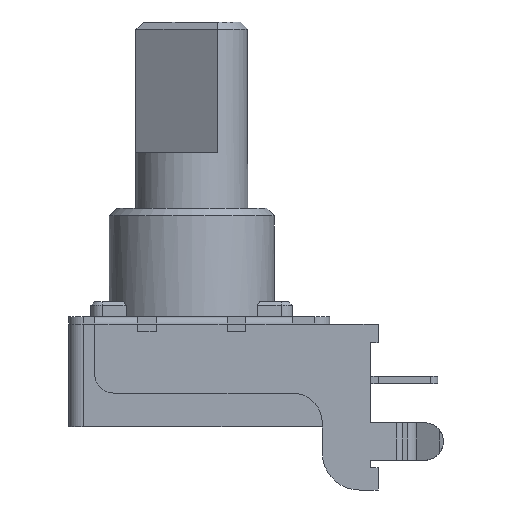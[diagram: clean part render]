
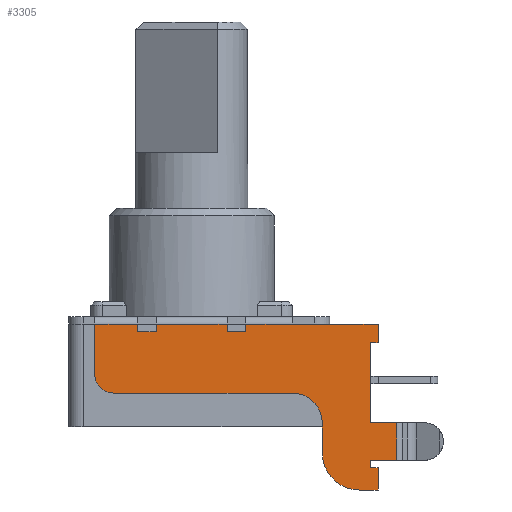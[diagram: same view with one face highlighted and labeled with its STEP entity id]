
A CAD part, left-side view. The second image highlights one B-rep face of the part: STEP entity #3305.
In plain terms, the highlighted planar face has unit normal (-1, 0, 0).
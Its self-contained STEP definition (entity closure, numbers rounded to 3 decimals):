
#93=PLANE('',#3528);
#231=FACE_OUTER_BOUND('',#414,.T.);
#414=EDGE_LOOP('',(#2353,#2354,#2355,#2356,#2357,#2358,#2359,#2360,#2361,
#2362,#2363,#2364,#2365,#2366,#2367,#2368,#2369,#2370,#2371,#2372,#2373,
#2374,#2375,#2376,#2377,#2378));
#624=LINE('',#4883,#1013);
#626=LINE('',#4889,#1015);
#627=LINE('',#4891,#1016);
#628=LINE('',#4893,#1017);
#629=LINE('',#4895,#1018);
#630=LINE('',#4897,#1019);
#631=LINE('',#4899,#1020);
#632=LINE('',#4901,#1021);
#633=LINE('',#4903,#1022);
#634=LINE('',#4905,#1023);
#635=LINE('',#4907,#1024);
#636=LINE('',#4909,#1025);
#637=LINE('',#4911,#1026);
#638=LINE('',#4913,#1027);
#639=LINE('',#4915,#1028);
#640=LINE('',#4917,#1029);
#641=LINE('',#4921,#1030);
#642=LINE('',#4925,#1031);
#643=LINE('',#4929,#1032);
#644=LINE('',#4931,#1033);
#645=LINE('',#4933,#1034);
#646=LINE('',#4935,#1035);
#647=LINE('',#4936,#1036);
#1013=VECTOR('',#3884,10.);
#1015=VECTOR('',#3890,10.);
#1016=VECTOR('',#3891,10.);
#1017=VECTOR('',#3892,10.);
#1018=VECTOR('',#3893,10.);
#1019=VECTOR('',#3894,10.);
#1020=VECTOR('',#3895,10.);
#1021=VECTOR('',#3896,10.);
#1022=VECTOR('',#3897,10.);
#1023=VECTOR('',#3898,10.);
#1024=VECTOR('',#3899,10.);
#1025=VECTOR('',#3900,10.);
#1026=VECTOR('',#3901,10.);
#1027=VECTOR('',#3902,10.);
#1028=VECTOR('',#3903,10.);
#1029=VECTOR('',#3904,10.);
#1030=VECTOR('',#3907,10.);
#1031=VECTOR('',#3910,10.);
#1032=VECTOR('',#3913,10.);
#1033=VECTOR('',#3914,10.);
#1034=VECTOR('',#3915,10.);
#1035=VECTOR('',#3916,10.);
#1036=VECTOR('',#3917,10.);
#1384=CIRCLE('',#3529,1.);
#1385=CIRCLE('',#3530,1.6);
#1386=CIRCLE('',#3531,2.);
#1512=VERTEX_POINT('',#4880);
#1513=VERTEX_POINT('',#4882);
#1515=VERTEX_POINT('',#4888);
#1516=VERTEX_POINT('',#4890);
#1517=VERTEX_POINT('',#4892);
#1518=VERTEX_POINT('',#4894);
#1519=VERTEX_POINT('',#4896);
#1520=VERTEX_POINT('',#4898);
#1521=VERTEX_POINT('',#4900);
#1522=VERTEX_POINT('',#4902);
#1523=VERTEX_POINT('',#4904);
#1524=VERTEX_POINT('',#4906);
#1525=VERTEX_POINT('',#4908);
#1526=VERTEX_POINT('',#4910);
#1527=VERTEX_POINT('',#4912);
#1528=VERTEX_POINT('',#4914);
#1529=VERTEX_POINT('',#4916);
#1530=VERTEX_POINT('',#4918);
#1531=VERTEX_POINT('',#4920);
#1532=VERTEX_POINT('',#4922);
#1533=VERTEX_POINT('',#4924);
#1534=VERTEX_POINT('',#4926);
#1535=VERTEX_POINT('',#4928);
#1536=VERTEX_POINT('',#4930);
#1537=VERTEX_POINT('',#4932);
#1538=VERTEX_POINT('',#4934);
#1843=EDGE_CURVE('',#1512,#1513,#624,.T.);
#1846=EDGE_CURVE('',#1512,#1515,#626,.T.);
#1847=EDGE_CURVE('',#1515,#1516,#627,.T.);
#1848=EDGE_CURVE('',#1516,#1517,#628,.T.);
#1849=EDGE_CURVE('',#1517,#1518,#629,.T.);
#1850=EDGE_CURVE('',#1519,#1518,#630,.T.);
#1851=EDGE_CURVE('',#1520,#1519,#631,.T.);
#1852=EDGE_CURVE('',#1521,#1520,#632,.T.);
#1853=EDGE_CURVE('',#1521,#1522,#633,.T.);
#1854=EDGE_CURVE('',#1522,#1523,#634,.T.);
#1855=EDGE_CURVE('',#1524,#1523,#635,.T.);
#1856=EDGE_CURVE('',#1525,#1524,#636,.T.);
#1857=EDGE_CURVE('',#1525,#1526,#637,.T.);
#1858=EDGE_CURVE('',#1526,#1527,#638,.T.);
#1859=EDGE_CURVE('',#1528,#1527,#639,.T.);
#1860=EDGE_CURVE('',#1529,#1528,#640,.T.);
#1861=EDGE_CURVE('',#1529,#1530,#1384,.T.);
#1862=EDGE_CURVE('',#1530,#1531,#641,.T.);
#1863=EDGE_CURVE('',#1531,#1532,#1385,.T.);
#1864=EDGE_CURVE('',#1532,#1533,#642,.T.);
#1865=EDGE_CURVE('',#1533,#1534,#1386,.T.);
#1866=EDGE_CURVE('',#1534,#1535,#643,.T.);
#1867=EDGE_CURVE('',#1535,#1536,#644,.T.);
#1868=EDGE_CURVE('',#1536,#1537,#645,.T.);
#1869=EDGE_CURVE('',#1537,#1538,#646,.T.);
#1870=EDGE_CURVE('',#1538,#1513,#647,.T.);
#2353=ORIENTED_EDGE('',*,*,#1843,.F.);
#2354=ORIENTED_EDGE('',*,*,#1846,.T.);
#2355=ORIENTED_EDGE('',*,*,#1847,.T.);
#2356=ORIENTED_EDGE('',*,*,#1848,.T.);
#2357=ORIENTED_EDGE('',*,*,#1849,.T.);
#2358=ORIENTED_EDGE('',*,*,#1850,.F.);
#2359=ORIENTED_EDGE('',*,*,#1851,.F.);
#2360=ORIENTED_EDGE('',*,*,#1852,.F.);
#2361=ORIENTED_EDGE('',*,*,#1853,.T.);
#2362=ORIENTED_EDGE('',*,*,#1854,.T.);
#2363=ORIENTED_EDGE('',*,*,#1855,.F.);
#2364=ORIENTED_EDGE('',*,*,#1856,.F.);
#2365=ORIENTED_EDGE('',*,*,#1857,.T.);
#2366=ORIENTED_EDGE('',*,*,#1858,.T.);
#2367=ORIENTED_EDGE('',*,*,#1859,.F.);
#2368=ORIENTED_EDGE('',*,*,#1860,.F.);
#2369=ORIENTED_EDGE('',*,*,#1861,.T.);
#2370=ORIENTED_EDGE('',*,*,#1862,.T.);
#2371=ORIENTED_EDGE('',*,*,#1863,.T.);
#2372=ORIENTED_EDGE('',*,*,#1864,.T.);
#2373=ORIENTED_EDGE('',*,*,#1865,.T.);
#2374=ORIENTED_EDGE('',*,*,#1866,.T.);
#2375=ORIENTED_EDGE('',*,*,#1867,.T.);
#2376=ORIENTED_EDGE('',*,*,#1868,.T.);
#2377=ORIENTED_EDGE('',*,*,#1869,.T.);
#2378=ORIENTED_EDGE('',*,*,#1870,.T.);
#3305=ADVANCED_FACE('',(#231),#93,.T.);
#3528=AXIS2_PLACEMENT_3D('',#4887,#3888,#3889);
#3529=AXIS2_PLACEMENT_3D('',#4919,#3905,#3906);
#3530=AXIS2_PLACEMENT_3D('',#4923,#3908,#3909);
#3531=AXIS2_PLACEMENT_3D('',#4927,#3911,#3912);
#3884=DIRECTION('',(0.,0.,-1.));
#3888=DIRECTION('center_axis',(-1.,0.,0.));
#3889=DIRECTION('ref_axis',(0.,-1.,0.));
#3890=DIRECTION('',(0.,1.,0.));
#3891=DIRECTION('',(0.,0.,1.));
#3892=DIRECTION('',(0.,-1.,0.));
#3893=DIRECTION('',(0.,0.,1.));
#3894=DIRECTION('',(0.,-1.,0.));
#3895=DIRECTION('',(0.,-1.,0.));
#3896=DIRECTION('',(0.,0.,1.));
#3897=DIRECTION('',(0.,1.,0.));
#3898=DIRECTION('',(0.,0.,1.));
#3899=DIRECTION('',(0.,-1.,0.));
#3900=DIRECTION('',(0.,0.,1.));
#3901=DIRECTION('',(0.,1.,0.));
#3902=DIRECTION('',(0.,0.,1.));
#3903=DIRECTION('',(0.,-1.,0.));
#3904=DIRECTION('',(0.,0.,1.));
#3905=DIRECTION('center_axis',(-1.,0.,0.));
#3906=DIRECTION('ref_axis',(0.,1.,0.));
#3907=DIRECTION('',(0.,-1.,0.));
#3908=DIRECTION('center_axis',(1.,0.,0.));
#3909=DIRECTION('ref_axis',(0.,-1.,0.));
#3910=DIRECTION('',(0.,0.,-1.));
#3911=DIRECTION('center_axis',(-1.,0.,0.));
#3912=DIRECTION('ref_axis',(0.,1.,0.));
#3913=DIRECTION('',(0.,-1.,0.));
#3914=DIRECTION('',(0.,0.,1.));
#3915=DIRECTION('',(0.,1.,0.));
#3916=DIRECTION('',(0.,0.,1.));
#3917=DIRECTION('',(0.,-1.,0.));
#4880=CARTESIAN_POINT('',(-6.,-1.,1.));
#4882=CARTESIAN_POINT('',(-6.,-1.,-1.));
#4883=CARTESIAN_POINT('',(-6.,-1.,1.85));
#4887=CARTESIAN_POINT('Origin',(-6.,15.2,6.3));
#4888=CARTESIAN_POINT('',(-6.,0.4,1.));
#4889=CARTESIAN_POINT('',(-6.,6.35,1.));
#4890=CARTESIAN_POINT('',(-6.,0.4,5.3));
#4891=CARTESIAN_POINT('',(-6.,0.4,3.65));
#4892=CARTESIAN_POINT('',(-6.,0.,5.3));
#4893=CARTESIAN_POINT('',(-6.,7.8,5.3));
#4894=CARTESIAN_POINT('',(-6.,0.,6.3));
#4895=CARTESIAN_POINT('',(-6.,0.,5.8));
#4896=CARTESIAN_POINT('',(-6.,4.6,6.3));
#4897=CARTESIAN_POINT('',(-6.,10.525,6.3));
#4898=CARTESIAN_POINT('',(-6.,7.1,6.3));
#4899=CARTESIAN_POINT('',(-6.,12.4,6.3));
#4900=CARTESIAN_POINT('',(-6.,7.1,5.9));
#4901=CARTESIAN_POINT('',(-6.,7.1,6.3));
#4902=CARTESIAN_POINT('',(-6.,8.1,5.9));
#4903=CARTESIAN_POINT('',(-6.,10.525,5.9));
#4904=CARTESIAN_POINT('',(-6.,8.1,6.3));
#4905=CARTESIAN_POINT('',(-6.,8.1,6.3));
#4906=CARTESIAN_POINT('',(-6.,11.9,6.3));
#4907=CARTESIAN_POINT('',(-6.,12.4,6.3));
#4908=CARTESIAN_POINT('',(-6.,11.9,5.9));
#4909=CARTESIAN_POINT('',(-6.,11.9,6.3));
#4910=CARTESIAN_POINT('',(-6.,12.9,5.9));
#4911=CARTESIAN_POINT('',(-6.,10.525,5.9));
#4912=CARTESIAN_POINT('',(-6.,12.9,6.3));
#4913=CARTESIAN_POINT('',(-6.,12.9,6.3));
#4914=CARTESIAN_POINT('',(-6.,15.2,6.3));
#4915=CARTESIAN_POINT('',(-6.,12.4,6.3));
#4916=CARTESIAN_POINT('',(-6.,15.2,3.6));
#4917=CARTESIAN_POINT('',(-6.,15.2,6.3));
#4918=CARTESIAN_POINT('',(-6.,14.2,2.6));
#4919=CARTESIAN_POINT('Origin',(-6.,14.2,3.6));
#4920=CARTESIAN_POINT('',(-6.,4.6,2.6));
#4921=CARTESIAN_POINT('',(-6.,14.7,2.6));
#4922=CARTESIAN_POINT('',(-6.,3.,1.));
#4923=CARTESIAN_POINT('Origin',(-6.,4.6,1.));
#4924=CARTESIAN_POINT('',(-6.,3.,-0.6));
#4925=CARTESIAN_POINT('',(-6.,3.,3.65));
#4926=CARTESIAN_POINT('',(-6.,1.,-2.6));
#4927=CARTESIAN_POINT('Origin',(-6.,1.,-0.6));
#4928=CARTESIAN_POINT('',(-6.,0.,-2.6));
#4929=CARTESIAN_POINT('',(-6.,16.6,-2.6));
#4930=CARTESIAN_POINT('',(-6.,0.,-1.4));
#4931=CARTESIAN_POINT('',(-6.,0.,1.85));
#4932=CARTESIAN_POINT('',(-6.,0.4,-1.4));
#4933=CARTESIAN_POINT('',(-6.,7.6,-1.4));
#4934=CARTESIAN_POINT('',(-6.,0.4,-1.));
#4935=CARTESIAN_POINT('',(-6.,0.4,2.45));
#4936=CARTESIAN_POINT('',(-6.,7.8,-1.));
